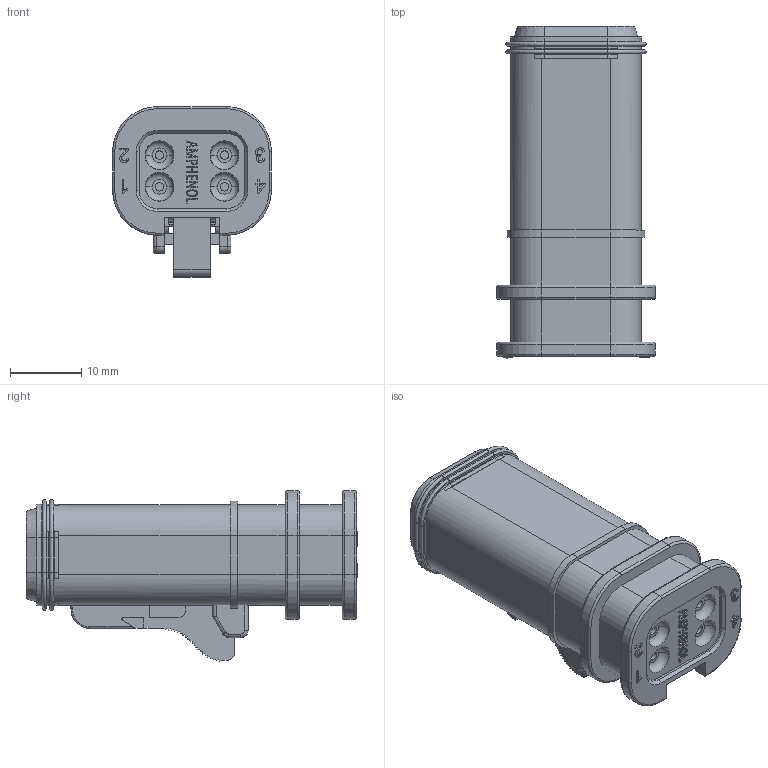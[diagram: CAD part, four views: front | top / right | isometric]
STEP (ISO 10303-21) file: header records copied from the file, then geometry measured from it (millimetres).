
FILE_DESCRIPTION((''),'2;1');
FILE_NAME('PL000599-XXX','2019-04-03T',('Peter.Yang'),(''),'PRO/ENGINEER BY PARAMETRIC TECHNOLOGY CORPORATION, 2016360','PRO/ENGINEER BY PARAMETRIC TECHNOLOGY CORPORATION, 2016360','');
FILE_SCHEMA(('CONFIG_CONTROL_DESIGN'));
Length unit declared in the file: millimetre
Products named in the file (1): PL000599-XXX
Bounding box: 22.25 x 46.51 x 23.94 mm (x, y, z)
Volume: 11712.5 mm3; surface area: 4481.4 mm2
Topology: 1 solids, 1 shells, 718 faces, 1951 edges, 1270 vertices
Faces by surface type: plane 413, cylinder 150, extrusion 91, torus 52, cone 8, bspline 4
Entity records: 24738 total; most frequent: CARTESIAN_POINT 6697, ORIENTED_EDGE 3902, DIRECTION 3450, EDGE_CURVE 1951, VECTOR 1434, LINE 1343, VERTEX_POINT 1270, AXIS2_PLACEMENT_3D 1008
